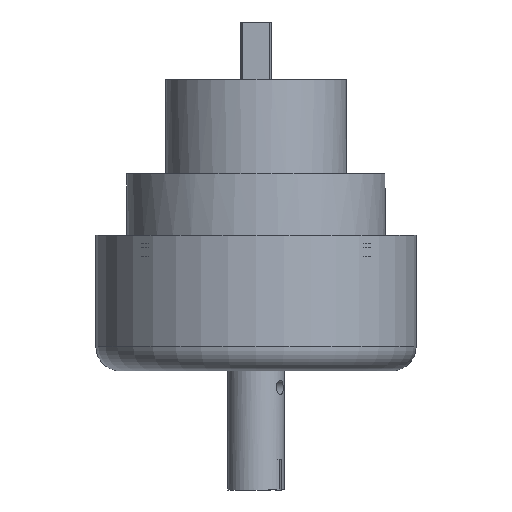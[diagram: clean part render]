
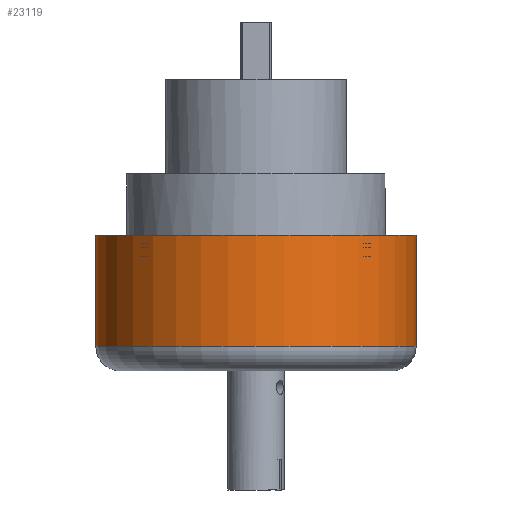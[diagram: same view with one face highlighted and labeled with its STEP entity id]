
A CAD part, left-side view. The second image highlights one B-rep face of the part: STEP entity #23119.
In plain terms, the highlighted cylindrical face has radius 39 mm (diameter 78 mm), a full revolution.
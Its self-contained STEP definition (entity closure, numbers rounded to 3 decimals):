
#2725=LINE('',#36762,#4990);
#2728=LINE('',#36774,#4993);
#2729=LINE('',#36780,#4994);
#4990=VECTOR('',#29500,10.);
#4993=VECTOR('',#29511,39.);
#4994=VECTOR('',#29518,10.);
#5968=CYLINDRICAL_SURFACE('',#24808,39.);
#6873=FACE_OUTER_BOUND('',#8179,.T.);
#8179=EDGE_LOOP('',(#19145,#19146,#19147,#19148,#19149,#19150,#19151,#19152,
#19153,#19154));
#9322=CIRCLE('',#24804,39.);
#9323=CIRCLE('',#24809,39.);
#9324=CIRCLE('',#24810,39.);
#9325=CIRCLE('',#24811,39.);
#9326=CIRCLE('',#24812,39.);
#9327=CIRCLE('',#24813,39.);
#11161=VERTEX_POINT('',#36751);
#11162=VERTEX_POINT('',#36755);
#11163=VERTEX_POINT('',#36761);
#11166=VERTEX_POINT('',#36769);
#11167=VERTEX_POINT('',#36770);
#11168=VERTEX_POINT('',#36773);
#11169=VERTEX_POINT('',#36775);
#11170=VERTEX_POINT('',#36777);
#14021=EDGE_CURVE('',#11162,#11161,#9322,.T.);
#14023=EDGE_CURVE('',#11161,#11163,#2725,.T.);
#14027=EDGE_CURVE('',#11166,#11167,#9323,.T.);
#14028=EDGE_CURVE('',#11167,#11166,#9324,.T.);
#14029=EDGE_CURVE('',#11167,#11168,#2728,.T.);
#14030=EDGE_CURVE('',#11169,#11168,#9325,.T.);
#14031=EDGE_CURVE('',#11170,#11169,#9326,.T.);
#14032=EDGE_CURVE('',#11163,#11170,#9327,.T.);
#14033=EDGE_CURVE('',#11162,#11168,#2729,.T.);
#19145=ORIENTED_EDGE('',*,*,#14027,.F.);
#19146=ORIENTED_EDGE('',*,*,#14028,.F.);
#19147=ORIENTED_EDGE('',*,*,#14029,.T.);
#19148=ORIENTED_EDGE('',*,*,#14030,.F.);
#19149=ORIENTED_EDGE('',*,*,#14031,.F.);
#19150=ORIENTED_EDGE('',*,*,#14032,.F.);
#19151=ORIENTED_EDGE('',*,*,#14023,.F.);
#19152=ORIENTED_EDGE('',*,*,#14021,.F.);
#19153=ORIENTED_EDGE('',*,*,#14033,.T.);
#19154=ORIENTED_EDGE('',*,*,#14029,.F.);
#23119=ADVANCED_FACE('',(#6873),#5968,.T.);
#24804=AXIS2_PLACEMENT_3D('',#36757,#29493,#29494);
#24808=AXIS2_PLACEMENT_3D('',#36768,#29505,#29506);
#24809=AXIS2_PLACEMENT_3D('',#36771,#29507,#29508);
#24810=AXIS2_PLACEMENT_3D('',#36772,#29509,#29510);
#24811=AXIS2_PLACEMENT_3D('',#36776,#29512,#29513);
#24812=AXIS2_PLACEMENT_3D('',#36778,#29514,#29515);
#24813=AXIS2_PLACEMENT_3D('',#36779,#29516,#29517);
#29493=DIRECTION('center_axis',(0.,0.,
-1.));
#29494=DIRECTION('ref_axis',(-1.,0.,0.));
#29500=DIRECTION('',(0.,0.,1.));
#29505=DIRECTION('center_axis',(0.,0.,
1.));
#29506=DIRECTION('ref_axis',(0.,1.,0.));
#29507=DIRECTION('center_axis',(0.,0.,
1.));
#29508=DIRECTION('ref_axis',(0.,-1.,0.));
#29509=DIRECTION('center_axis',(0.,0.,
1.));
#29510=DIRECTION('ref_axis',(0.,-1.,0.));
#29511=DIRECTION('',(0.,0.,-1.));
#29512=DIRECTION('center_axis',(0.,0.,
-1.));
#29513=DIRECTION('ref_axis',(0.,-1.,0.));
#29514=DIRECTION('center_axis',(0.,0.,
-1.));
#29515=DIRECTION('ref_axis',(0.,-1.,0.));
#29516=DIRECTION('center_axis',(0.,0.,
-1.));
#29517=DIRECTION('ref_axis',(0.,-1.,0.));
#29518=DIRECTION('',(0.,0.,1.));
#36751=CARTESIAN_POINT('',(-230.103,238.043,92.306));
#36755=CARTESIAN_POINT('',(-230.103,160.043,92.306));
#36757=CARTESIAN_POINT('Origin',(-230.103,199.043,92.306));
#36761=CARTESIAN_POINT('',(-230.103,238.043,116.306));
#36762=CARTESIAN_POINT('',(-230.103,238.043,86.306));
#36768=CARTESIAN_POINT('Origin',(-230.103,199.043,86.306));
#36769=CARTESIAN_POINT('',(-230.103,160.043,119.306));
#36770=CARTESIAN_POINT('',(-230.103,160.043,119.306));
#36771=CARTESIAN_POINT('Origin',(-230.103,199.043,119.306));
#36772=CARTESIAN_POINT('Origin',(-230.103,199.043,119.306));
#36773=CARTESIAN_POINT('',(-230.103,160.043,116.306));
#36774=CARTESIAN_POINT('',(-230.103,160.043,86.306));
#36775=CARTESIAN_POINT('',(-192.534,188.575,116.306));
#36776=CARTESIAN_POINT('Origin',(-230.103,199.043,116.306));
#36777=CARTESIAN_POINT('',(-192.534,209.511,116.306));
#36778=CARTESIAN_POINT('Origin',(-230.103,199.043,116.306));
#36779=CARTESIAN_POINT('Origin',(-230.103,199.043,116.306));
#36780=CARTESIAN_POINT('',(-230.103,160.043,86.306));
